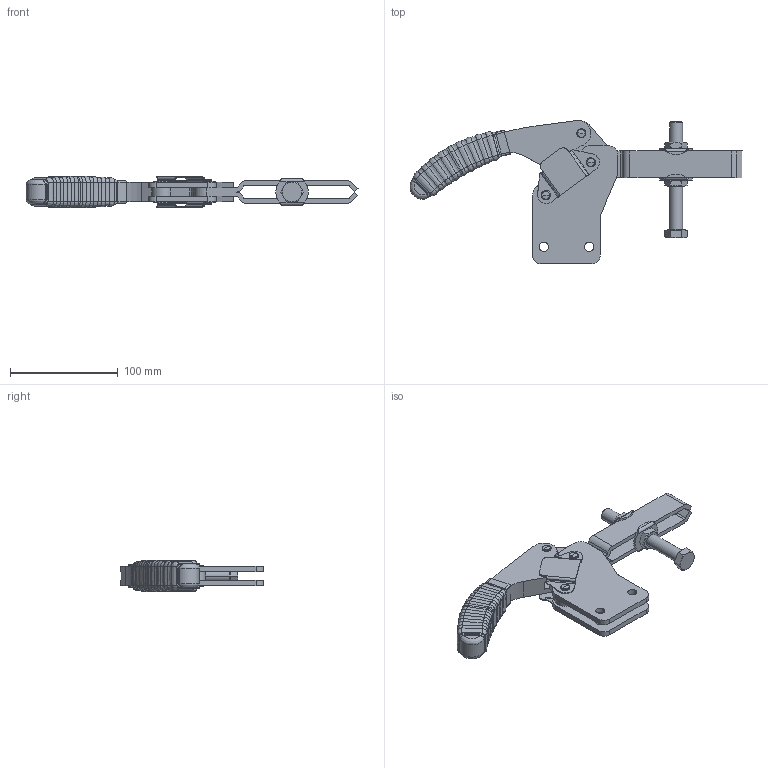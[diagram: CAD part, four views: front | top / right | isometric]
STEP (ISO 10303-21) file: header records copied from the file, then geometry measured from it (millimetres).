
FILE_DESCRIPTION((''),'2;1');
FILE_NAME('MH12U.stp','2009-11-04T09:26:43',('David'),(''),'Autodesk Inventor 8','Autodesk Inventor 8','');
FILE_SCHEMA(('AUTOMOTIVE_DESIGN { 1 0 10303 214 1 1 1 1 }'));
Length unit declared in the file: millimetre
Products named in the file (7): MH12U; MH12 SIDEPLATE ASSEMBLY; MH12 U-BAR ASSEMBLY; MH12 HANDLE ASSEMBLY; MH12 LINK ASSEMBLY; MH12 FLANGED WASHER ASSEMBLY; ISO 4017  (Regular Thread) M12 x 100
Assembly tree (6 placements, depth 2):
  MH12U
    MH12 SIDEPLATE ASSEMBLY
    MH12 U-BAR ASSEMBLY
    MH12 HANDLE ASSEMBLY
    MH12 LINK ASSEMBLY
    MH12 FLANGED WASHER ASSEMBLY
    ISO 4017  (Regular Thread) M12 x 100
Bounding box: 307.99 x 132.75 x 29.3 mm (x, y, z)
Volume: 220646 mm3; surface area: 94225.8 mm2
Topology: 7 solids, 7 shells, 619 faces, 1514 edges, 908 vertices
Faces by surface type: bspline 262, cylinder 155, plane 132, torus 32, cone 30, sphere 8
Entity records: 26936 total; most frequent: CARTESIAN_POINT 13200, ORIENTED_EDGE 2996, DIRECTION 2612, EDGE_CURVE 1498, AXIS2_PLACEMENT_3D 1008, VERTEX_POINT 908, EDGE_LOOP 666, CIRCLE 626
